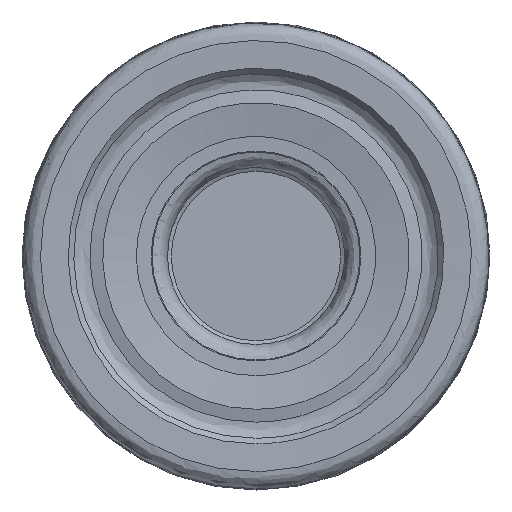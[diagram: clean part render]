
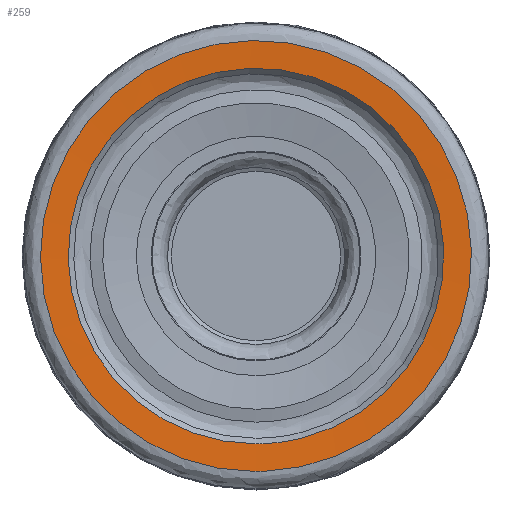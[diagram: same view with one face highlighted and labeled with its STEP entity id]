
A CAD part, left-side view. The second image highlights one B-rep face of the part: STEP entity #259.
In plain terms, the highlighted face is a revolution surface.
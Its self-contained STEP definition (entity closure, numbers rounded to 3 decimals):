
#32=SURFACE_OF_REVOLUTION('',#72,#52);
#52=AXIS1_PLACEMENT('',#851,#722);
#72=LINE('',#850,#84);
#84=VECTOR('',#721,1.254);
#259=ADVANCED_FACE('',(#311,#312),#32,.T.);
#311=FACE_BOUND('',#381,.T.);
#312=FACE_BOUND('',#382,.T.);
#381=EDGE_LOOP('',(#451));
#382=EDGE_LOOP('',(#452));
#451=ORIENTED_EDGE('',*,*,#541,.F.);
#452=ORIENTED_EDGE('',*,*,#542,.T.);
#506=VERTEX_POINT('',#847);
#507=VERTEX_POINT('',#849);
#541=EDGE_CURVE('',#506,#506,#576,.T.);
#542=EDGE_CURVE('',#507,#507,#577,.T.);
#576=CIRCLE('',#628,9.252);
#577=CIRCLE('',#629,8.063);
#628=AXIS2_PLACEMENT_3D('',#846,#717,#718);
#629=AXIS2_PLACEMENT_3D('',#848,#719,#720);
#717=DIRECTION('',(1.,0.,0.));
#718=DIRECTION('',(0.,0.,-1.));
#719=DIRECTION('',(1.,0.,0.));
#720=DIRECTION('',(0.,0.,-1.));
#721=DIRECTION('',(-0.04,-0.962,-0.269));
#722=DIRECTION('',(1.,0.,0.));
#846=CARTESIAN_POINT('',(0.035,0.,0.));
#847=CARTESIAN_POINT('',(0.035,0.,-9.252));
#848=CARTESIAN_POINT('',(0.085,0.,0.));
#849=CARTESIAN_POINT('',(0.085,0.,-8.063));
#850=CARTESIAN_POINT('',(0.085,-8.042,0.577));
#851=CARTESIAN_POINT('',(0.,0.,0.));
